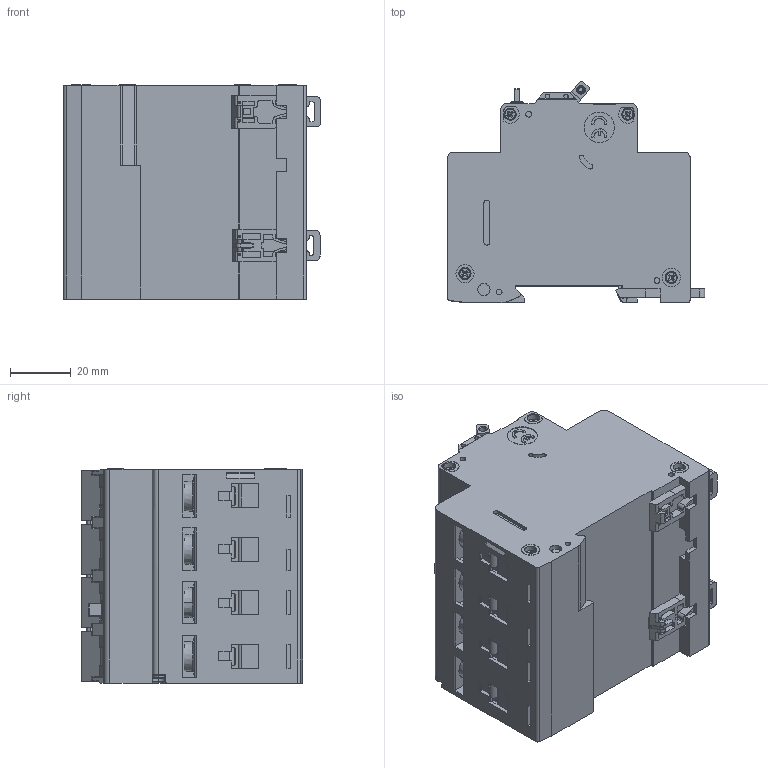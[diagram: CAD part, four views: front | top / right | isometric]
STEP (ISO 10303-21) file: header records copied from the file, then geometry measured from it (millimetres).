
FILE_DESCRIPTION(('Creo Elements/Direct Modeling STEP Export'),'2;1');
FILE_NAME('mRB-3N.stp','2018-02-13T12:06:02',(''),(''),'Creo Elements/Direct Modeling STEP processor for AP214 (Solid Model)','Creo Elements/Direct Modeling 18.1G 27-Feb-2015 (C) Parametric Technology GmbH','');
FILE_SCHEMA(('AUTOMOTIVE_DESIGN { 1 0 10303 214 1 1 1 1 }'));
Products named in the file (1): fk4004-FL94-Dummy
Bounding box: 84.75 x 72.88 x 70.55 mm (x, y, z)
Volume: 288039.4 mm3; surface area: 71566 mm2
Topology: 1 solids, 1 shells, 4344 faces, 13103 edges, 8579 vertices
Faces by surface type: plane 2824, cylinder 1089, cone 297, torus 52, bspline 50, sphere 32
Entity records: 234321 total; most frequent: CARTESIAN_POINT 84669, ORIENTED_EDGE 26122, DIRECTION 21951, EDGE_CURVE 13057, VERTEX_POINT 8579, VECTOR 8457, LINE 8457, AXIS2_PLACEMENT_3D 6747
